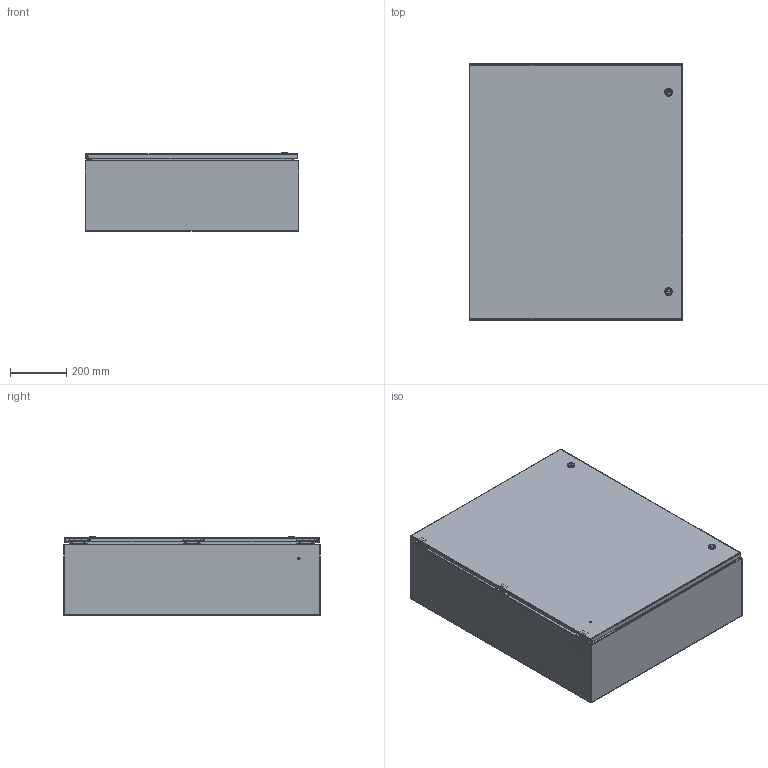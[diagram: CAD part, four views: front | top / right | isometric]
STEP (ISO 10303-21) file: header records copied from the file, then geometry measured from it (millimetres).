
FILE_DESCRIPTION((''),'2;1');
FILE_NAME('N412363010SSAC.iam.stp','2011-08-30T09:58:59',(''),(''),'Autodesk Inventor 2011','Autodesk Inventor 2011','');
FILE_SCHEMA(('AUTOMOTIVE_DESIGN { 1 0 10303 214 1 1 1 1 }'));
Length unit declared in the file: inch
Products named in the file (24): N412363010SSAC; N412363010SSACBKP; 388151; N4123630SSACLID; HFW328175; HFW328176; 17376 PIN; 17380 SCREW; 17723 BOX LEAF; 17723-UTI BRACKET; 17910 SEALING WASHER; HFW3161; 38846; 35123; 1000-229_prt; 1000-u156_asm; 1000-102A-AA; 1000-02; 1000-23; 1000-u630_asm; 1000-318-PF; 1000-03-PG; 1000-24; 1000-277-01PI
Assembly tree (38 placements, depth 4):
  N412363010SSAC
    N412363010SSACBKP
    388151  x6
    N4123630SSACLID
    HFW328175  x3
    HFW328176  x3
      17376 PIN
      17380 SCREW
      17723 BOX LEAF
      17723-UTI BRACKET
      17910 SEALING WASHER
    HFW3161  x3
    38846  x2
    35123  x2
      1000-229_prt
      1000-u156_asm
        1000-102A-AA
        1000-02
        1000-23
      1000-u630_asm
        1000-318-PF
        1000-03-PG
        1000-24
        1000-277-01PI
Bounding box: 762 x 914.4 x 281.3 mm (x, y, z)
Volume: 4556497.5 mm3; surface area: 4865474.8 mm2
Topology: 53 solids, 53 shells, 2098 faces, 5114 edges, 3132 vertices
Faces by surface type: plane 823, cylinder 766, cone 277, bspline 183, torus 49
Full cylindrical faces by diameter (mm): 2.362 x6, 3.175 x3, 3.317 x102, 3.861 x6, 3.962 x3, 4.166 x102, 4.25 x6, 4.366 x6, 4.572 x6, 4.775 x8, 5 x2, 5.5 x2, 6.35 x14, 6.502 x6, 6.985 x6, 7.62 x6, 8 x2, 8.128 x6, 8.56 x2, 9.144 x6, 9.9 x2, 10 x2, 10.2 x2, 11.113 x4, 12.8 x2, 13.5 x2, 14.3 x6, 15.2 x2, 16 x2, 16.1 x2
Entity records: 31306 total; most frequent: CARTESIAN_POINT 11841, DIRECTION 3799, ORIENTED_EDGE 3646, EDGE_CURVE 1823, AXIS2_PLACEMENT_3D 1364, VERTEX_POINT 1185, VECTOR 1071, LINE 1071
